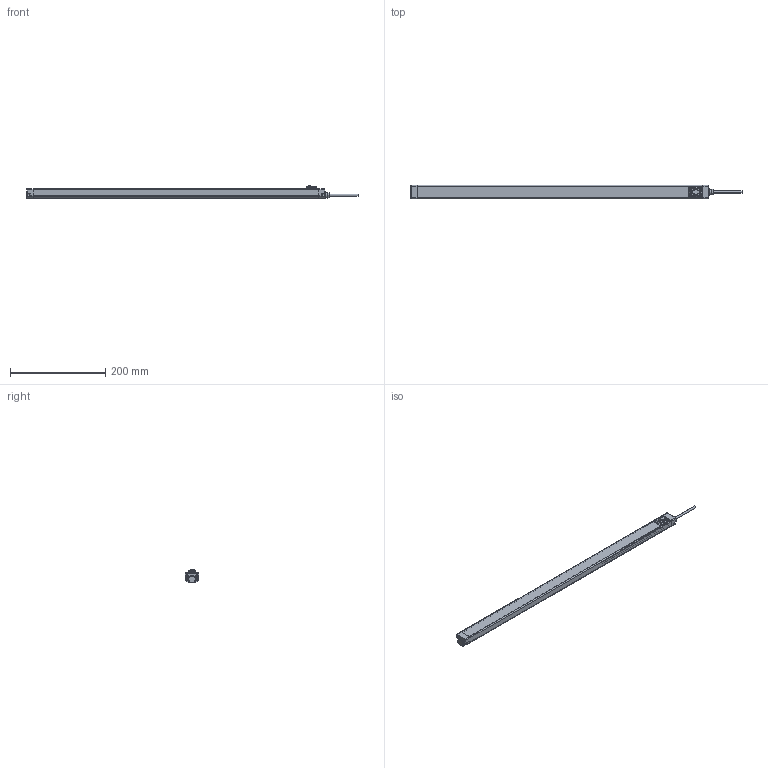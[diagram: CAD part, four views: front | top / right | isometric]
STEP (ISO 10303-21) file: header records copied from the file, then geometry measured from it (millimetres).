
FILE_DESCRIPTION((''),'2;1');
FILE_NAME('157170_ASM','2018-12-20T13:00:47',('pdmadmin'),('BANNER ENGINEERING'),'CREO PARAMETRIC BY PTC INC, 2018300','CREO PARAMETRIC BY PTC INC, 2018300','');
FILE_SCHEMA(('CONFIG_CONTROL_DESIGN'));
Length unit declared in the file: inch
Products named in the file (21): 156983_AF0; 157060_ASM; 139151_598MM; 174959; 153776; 153167; 153168; 153169; CABLE_190; 114466; 153166; R1966_TERM_S_0_50MM_THK_; MANIFOLD_SOLID_BREP_29213; R1966_HOUSING_SOLDER_UL94V0_LED_ASM; 3_TERM_BOARD; R1966_TERM_S; 1966_HSNG_BRD_2_TERM_ASM; ACUATOR_G; M300105_ASM; 157030_ASM; 157170_ASM
Assembly tree (24 placements, depth 6):
  157170_ASM
    157060_ASM
      156983_AF0
    139151_598MM  x2
    174959
    153776
    153167
    153168
    153169
    CABLE_190
    114466  x4
    153166
    157030_ASM
      M300105_ASM
        1966_HSNG_BRD_2_TERM_ASM
          R1966_TERM_S_0_50MM_THK_
          R1966_HOUSING_SOLDER_UL94V0_LED_ASM
            MANIFOLD_SOLID_BREP_29213
          3_TERM_BOARD
          R1966_TERM_S
        ACUATOR_G
Bounding box: 695.5 x 28 x 28.63 mm (x, y, z)
Volume: 144390.2 mm3; surface area: 170190.8 mm2
Topology: 19 solids, 23 shells, 1728 faces, 4701 edges, 3030 vertices
Faces by surface type: plane 799, cylinder 515, cone 150, bspline 121, torus 93, extrusion 40, sphere 10
Entity records: 48405 total; most frequent: CARTESIAN_POINT 17937, ORIENTED_EDGE 6496, DIRECTION 5975, EDGE_CURVE 3256, VERTEX_POINT 2083, AXIS2_PLACEMENT_3D 2019, VECTOR 1937, LINE 1897
